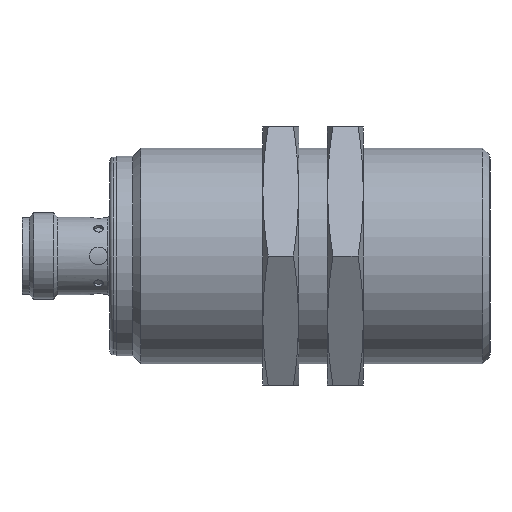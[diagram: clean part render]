
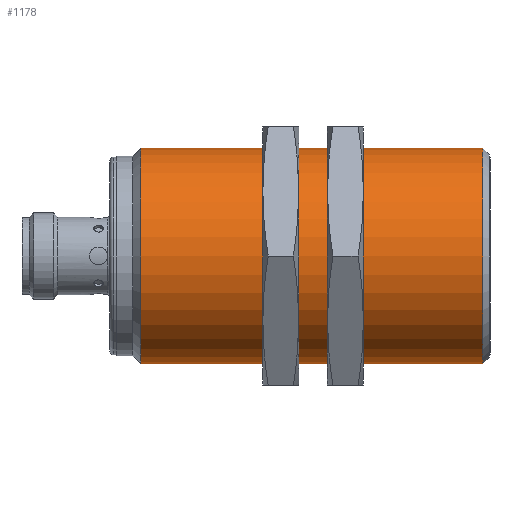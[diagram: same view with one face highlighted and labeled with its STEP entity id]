
A CAD part, front view. The second image highlights one B-rep face of the part: STEP entity #1178.
In plain terms, the highlighted cylindrical face has radius 15 mm (diameter 30 mm), a full revolution.
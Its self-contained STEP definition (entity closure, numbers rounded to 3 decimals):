
#189 = CYLINDRICAL_SURFACE ( 'NONE', #807, 15. ) ;
#325 = DIRECTION ( 'NONE',  ( 1., 0., 0. ) ) ;
#336 = CARTESIAN_POINT ( 'NONE',  ( 16.53, 0., 0. ) ) ;
#474 = FACE_OUTER_BOUND ( 'NONE', #2339, .T. ) ;
#649 = DIRECTION ( 'NONE',  ( 0., 0., -1. ) ) ;
#706 = ORIENTED_EDGE ( 'NONE', *, *, #2892, .F. ) ;
#710 = CIRCLE ( 'NONE', #1651, 15. ) ;
#718 = VERTEX_POINT ( 'NONE', #1664 ) ;
#807 = AXIS2_PLACEMENT_3D ( 'NONE', #863, #1158, #3027 ) ;
#863 = CARTESIAN_POINT ( 'NONE',  ( 65., 0., 0. ) ) ;
#890 = DIRECTION ( 'NONE',  ( 1., 0., 0. ) ) ;
#1158 = DIRECTION ( 'NONE',  ( -1., 0., 0. ) ) ;
#1178 = ADVANCED_FACE ( 'NONE', ( #2072, #474 ), #189, .T. ) ;
#1385 = CARTESIAN_POINT ( 'NONE',  ( 64.1, 0., -15. ) ) ;
#1400 = CIRCLE ( 'NONE', #2942, 15. ) ;
#1463 = EDGE_CURVE ( 'NONE', #718, #718, #1400, .T. ) ;
#1509 = DIRECTION ( 'NONE',  ( 0., 0., -1. ) ) ;
#1599 = ORIENTED_EDGE ( 'NONE', *, *, #1463, .T. ) ;
#1651 = AXIS2_PLACEMENT_3D ( 'NONE', #2776, #890, #649 ) ;
#1664 = CARTESIAN_POINT ( 'NONE',  ( 16.53, 0., -15. ) ) ;
#2072 = FACE_OUTER_BOUND ( 'NONE', #3017, .T. ) ;
#2339 = EDGE_LOOP ( 'NONE', ( #1599 ) ) ;
#2536 = VERTEX_POINT ( 'NONE', #1385 ) ;
#2776 = CARTESIAN_POINT ( 'NONE',  ( 64.1, 0., 0. ) ) ;
#2892 = EDGE_CURVE ( 'NONE', #2536, #2536, #710, .T. ) ;
#2942 = AXIS2_PLACEMENT_3D ( 'NONE', #336, #325, #1509 ) ;
#3017 = EDGE_LOOP ( 'NONE', ( #706 ) ) ;
#3027 = DIRECTION ( 'NONE',  ( 0., 0., -1. ) ) ;
